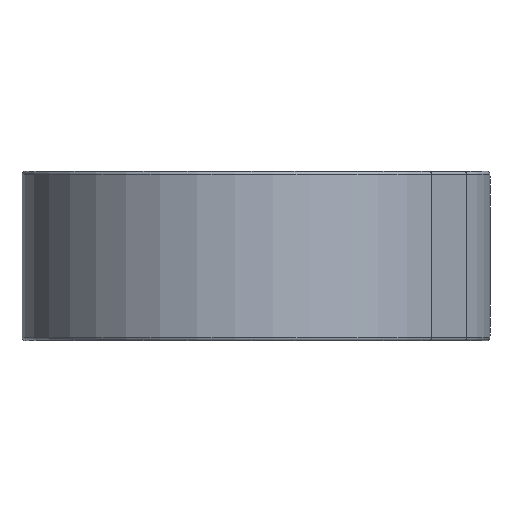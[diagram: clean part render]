
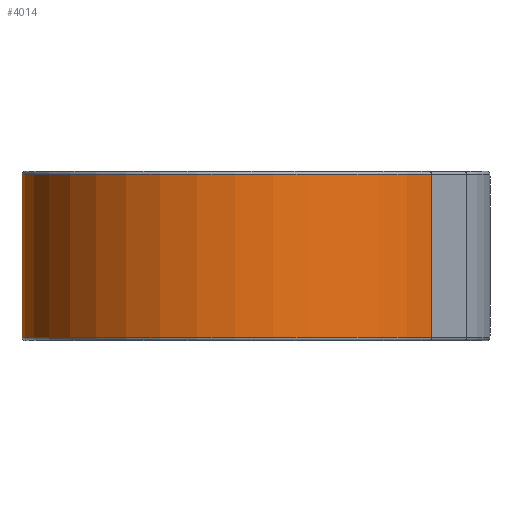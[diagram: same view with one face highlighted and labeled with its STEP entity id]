
A CAD part, left-side view. The second image highlights one B-rep face of the part: STEP entity #4014.
In plain terms, the highlighted cylindrical face has radius 16.85 mm (diameter 33.7 mm), a partial arc.
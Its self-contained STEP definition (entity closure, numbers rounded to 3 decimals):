
#1367=CARTESIAN_POINT('',(0.,0.,6.15));
#1368=DIRECTION('',(0.,0.,1.));
#1369=DIRECTION('',(0.863,0.506,0.));
#1370=AXIS2_PLACEMENT_3D('',#1367,#1368,#1369);
#1372=CARTESIAN_POINT('',(0.,0.,-6.15));
#1373=DIRECTION('',(0.,0.,-1.));
#1374=DIRECTION('',(-0.565,-0.825,0.));
#1375=AXIS2_PLACEMENT_3D('',#1372,#1373,#1374);
#1377=DIRECTION('',(0.,0.,1.));
#1378=VECTOR('',#1377,12.3);
#1379=CARTESIAN_POINT('',(14.533,8.527,-6.15));
#1380=LINE('',#1379,#1378);
#1459=DIRECTION('',(0.,0.,1.));
#1460=VECTOR('',#1459,12.3);
#1461=CARTESIAN_POINT('',(-9.515,-13.906,-6.15));
#1462=LINE('',#1461,#1460);
#2151=CARTESIAN_POINT('',(14.533,8.527,6.15));
#2153=VERTEX_POINT('',#2151);
#2161=CARTESIAN_POINT('',(-9.515,-13.906,6.15));
#2162=VERTEX_POINT('',#2161);
#2189=CARTESIAN_POINT('',(-9.515,-13.906,-6.15));
#2190=VERTEX_POINT('',#2189);
#2193=CARTESIAN_POINT('',(14.533,8.527,-6.15));
#2194=VERTEX_POINT('',#2193);
#4001=CARTESIAN_POINT('',(0.,0.,-6.35));
#4002=DIRECTION('',(0.,0.,1.));
#4003=DIRECTION('',(1.,0.,0.));
#4004=AXIS2_PLACEMENT_3D('',#4001,#4002,#4003);
#4005=CYLINDRICAL_SURFACE('',#4004,16.85);
#4007=ORIENTED_EDGE('',*,*,#4006,.T.);
#4009=ORIENTED_EDGE('',*,*,#4008,.F.);
#4010=ORIENTED_EDGE('',*,*,#3931,.T.);
#4011=ORIENTED_EDGE('',*,*,#3994,.T.);
#4012=EDGE_LOOP('',(#4007,#4009,#4010,#4011));
#4013=FACE_OUTER_BOUND('',#4012,.F.);
#4014=ADVANCED_FACE('',(#4013),#4005,.T.);
#1371=CIRCLE('',#1370,16.85);
#1376=CIRCLE('',#1375,16.85);
#3931=EDGE_CURVE('',#2190,#2194,#1376,.T.);
#3994=EDGE_CURVE('',#2194,#2153,#1380,.T.);
#4006=EDGE_CURVE('',#2153,#2162,#1371,.T.);
#4008=EDGE_CURVE('',#2190,#2162,#1462,.T.);
